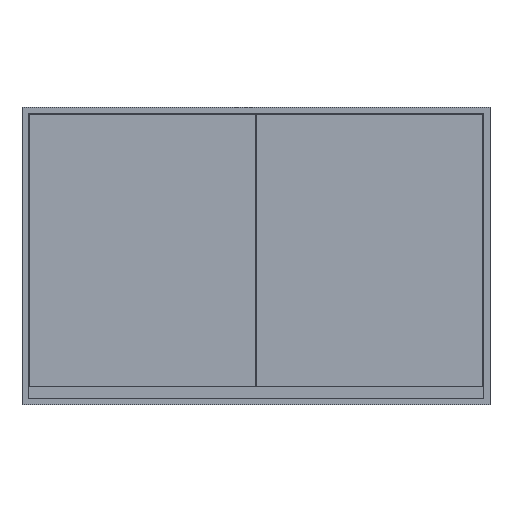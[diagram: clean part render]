
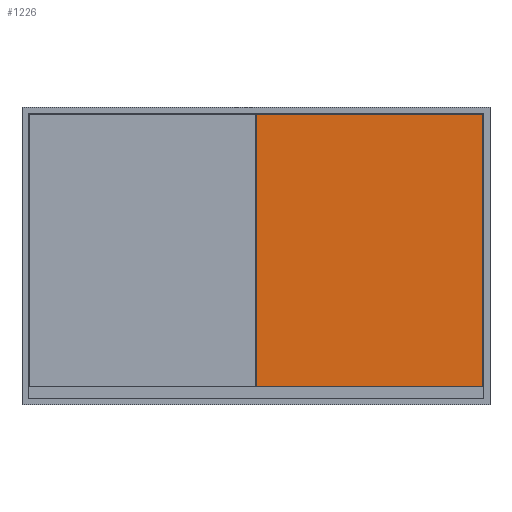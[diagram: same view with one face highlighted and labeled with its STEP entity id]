
A CAD part, top view. The second image highlights one B-rep face of the part: STEP entity #1226.
In plain terms, the highlighted planar face has unit normal (0, 0, 1).
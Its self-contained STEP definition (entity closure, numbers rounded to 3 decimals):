
#48 = LINE ( 'NONE', #339, #548 ) ;
#95 = CARTESIAN_POINT ( 'NONE',  ( 582., -335.5, 130. ) ) ;
#120 = LINE ( 'NONE', #888, #1166 ) ;
#129 = VECTOR ( 'NONE', #700, 1000. ) ;
#157 = ORIENTED_EDGE ( 'NONE', *, *, #553, .T. ) ;
#168 = CARTESIAN_POINT ( 'NONE',  ( 0., 0., 130. ) ) ;
#177 = LINE ( 'NONE', #744, #868 ) ;
#318 = EDGE_CURVE ( 'NONE', #819, #1214, #675, .T. ) ;
#339 = CARTESIAN_POINT ( 'NONE',  ( -582., 363.5, 130. ) ) ;
#348 = DIRECTION ( 'NONE',  ( 1., 0., 0. ) ) ;
#368 = DIRECTION ( 'NONE',  ( 1., 0., 0. ) ) ;
#383 = PLANE ( 'NONE',  #544 ) ;
#411 = ORIENTED_EDGE ( 'NONE', *, *, #956, .T. ) ;
#415 = FACE_OUTER_BOUND ( 'NONE', #671, .T. ) ;
#451 = EDGE_CURVE ( 'NONE', #775, #1214, #48, .T. ) ;
#544 = AXIS2_PLACEMENT_3D ( 'NONE', #168, #1082, #368 ) ;
#548 = VECTOR ( 'NONE', #1142, 1000. ) ;
#553 = EDGE_CURVE ( 'NONE', #819, #773, #177, .T. ) ;
#590 = CARTESIAN_POINT ( 'NONE',  ( 1., 363.5, 130. ) ) ;
#671 = EDGE_LOOP ( 'NONE', ( #736, #157, #411, #1095 ) ) ;
#675 = LINE ( 'NONE', #590, #129 ) ;
#700 = DIRECTION ( 'NONE',  ( 0., 1., 0. ) ) ;
#736 = ORIENTED_EDGE ( 'NONE', *, *, #318, .F. ) ;
#744 = CARTESIAN_POINT ( 'NONE',  ( -582., -335.5, 130. ) ) ;
#773 = VERTEX_POINT ( 'NONE', #95 ) ;
#775 = VERTEX_POINT ( 'NONE', #1005 ) ;
#803 = CARTESIAN_POINT ( 'NONE',  ( 1., -335.5, 130. ) ) ;
#819 = VERTEX_POINT ( 'NONE', #803 ) ;
#868 = VECTOR ( 'NONE', #348, 1000. ) ;
#888 = CARTESIAN_POINT ( 'NONE',  ( 582., 363.5, 130. ) ) ;
#956 = EDGE_CURVE ( 'NONE', #773, #775, #120, .T. ) ;
#1005 = CARTESIAN_POINT ( 'NONE',  ( 582., 363.5, 130. ) ) ;
#1058 = CARTESIAN_POINT ( 'NONE',  ( 1., 363.5, 130. ) ) ;
#1082 = DIRECTION ( 'NONE',  ( 0., 0., 1. ) ) ;
#1095 = ORIENTED_EDGE ( 'NONE', *, *, #451, .T. ) ;
#1142 = DIRECTION ( 'NONE',  ( -1., 0., 0. ) ) ;
#1166 = VECTOR ( 'NONE', #1198, 1000. ) ;
#1198 = DIRECTION ( 'NONE',  ( 0., 1., 0. ) ) ;
#1214 = VERTEX_POINT ( 'NONE', #1058 ) ;
#1226 = ADVANCED_FACE ( 'NONE', ( #415 ), #383, .T. ) ;
